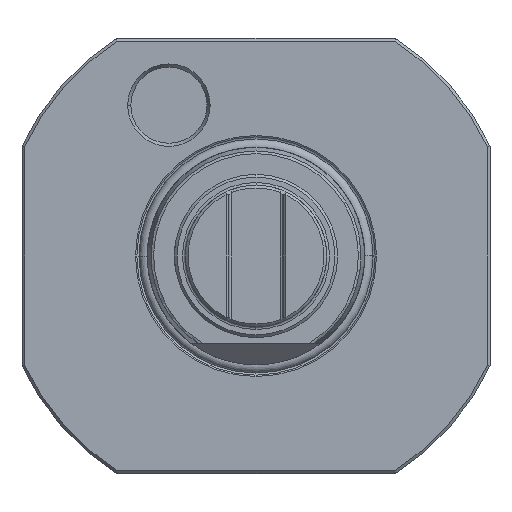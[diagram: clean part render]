
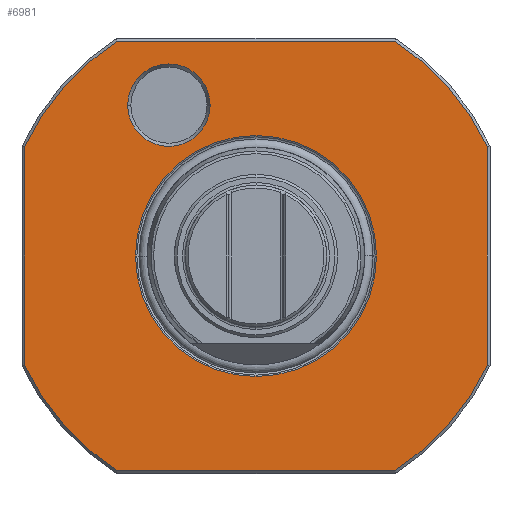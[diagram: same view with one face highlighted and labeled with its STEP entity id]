
A CAD part, left-side view. The second image highlights one B-rep face of the part: STEP entity #6981.
In plain terms, the highlighted planar face has unit normal (-1, 0, 0).
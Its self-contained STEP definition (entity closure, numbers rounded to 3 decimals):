
#235=CARTESIAN_POINT('',(-76.,0.,0.));
#236=DIRECTION('',(1.,0.,0.));
#237=DIRECTION('',(0.,-0.904,-0.427));
#238=AXIS2_PLACEMENT_3D('',#235,#236,#237);
#240=DIRECTION('',(0.,-1.,0.));
#241=VECTOR('',#240,50.942);
#242=CARTESIAN_POINT('',(-76.,25.471,-39.5));
#243=LINE('',#242,#241);
#244=CARTESIAN_POINT('',(-76.,0.,0.));
#245=DIRECTION('',(1.,0.,0.));
#246=DIRECTION('',(0.,0.542,-0.84));
#247=AXIS2_PLACEMENT_3D('',#244,#245,#246);
#249=DIRECTION('',(0.,0.,-1.));
#250=VECTOR('',#249,40.138);
#251=CARTESIAN_POINT('',(-76.,42.5,20.069));
#252=LINE('',#251,#250);
#253=CARTESIAN_POINT('',(-76.,0.,0.));
#254=DIRECTION('',(1.,0.,0.));
#255=DIRECTION('',(0.,0.904,0.427));
#256=AXIS2_PLACEMENT_3D('',#253,#254,#255);
#258=DIRECTION('',(0.,1.,0.));
#259=VECTOR('',#258,50.942);
#260=CARTESIAN_POINT('',(-76.,-25.471,39.5));
#261=LINE('',#260,#259);
#262=CARTESIAN_POINT('',(-76.,0.,0.));
#263=DIRECTION('',(1.,0.,0.));
#264=DIRECTION('',(0.,-0.542,0.84));
#265=AXIS2_PLACEMENT_3D('',#262,#263,#264);
#267=DIRECTION('',(0.,0.,1.));
#268=VECTOR('',#267,40.138);
#269=CARTESIAN_POINT('',(-76.,-42.5,
-20.069));
#270=LINE('',#269,#268);
#271=CARTESIAN_POINT('',(-76.,0.,0.));
#272=DIRECTION('',(1.,0.,0.));
#273=DIRECTION('',(0.,-1.,0.));
#274=AXIS2_PLACEMENT_3D('',#271,#272,#273);
#276=CARTESIAN_POINT('',(-76.,0.,0.));
#277=DIRECTION('',(1.,0.,0.));
#278=DIRECTION('',(0.,1.,0.));
#279=AXIS2_PLACEMENT_3D('',#276,#277,#278);
#281=CARTESIAN_POINT('',(-76.,16.,27.713));
#282=DIRECTION('',(1.,0.,0.));
#283=DIRECTION('',(0.,-1.,0.));
#284=AXIS2_PLACEMENT_3D('',#281,#282,#283);
#286=CARTESIAN_POINT('',(-76.,16.,27.713));
#287=DIRECTION('',(1.,0.,0.));
#288=DIRECTION('',(0.,1.,0.));
#289=AXIS2_PLACEMENT_3D('',#286,#287,#288);
#6153=CARTESIAN_POINT('',(-76.,-22.15,0.));
#6154=CARTESIAN_POINT('',(-76.,22.15,0.));
#6155=VERTEX_POINT('',#6153);
#6156=VERTEX_POINT('',#6154);
#6157=CARTESIAN_POINT('',(-76.,8.423,27.713));
#6158=CARTESIAN_POINT('',(-76.,23.577,27.713));
#6159=VERTEX_POINT('',#6157);
#6160=VERTEX_POINT('',#6158);
#6161=CARTESIAN_POINT('',(-76.,-42.5,-20.07));
#6162=CARTESIAN_POINT('',(-76.,-25.471,-39.5));
#6163=VERTEX_POINT('',#6161);
#6164=VERTEX_POINT('',#6162);
#6169=CARTESIAN_POINT('',(-76.,-25.471,39.5));
#6170=CARTESIAN_POINT('',(-76.,-42.5,20.07));
#6171=VERTEX_POINT('',#6169);
#6172=VERTEX_POINT('',#6170);
#6193=CARTESIAN_POINT('',(-76.,42.5,20.07));
#6194=CARTESIAN_POINT('',(-76.,25.471,39.5));
#6195=VERTEX_POINT('',#6193);
#6196=VERTEX_POINT('',#6194);
#6201=CARTESIAN_POINT('',(-76.,25.471,-39.5));
#6202=CARTESIAN_POINT('',(-76.,42.5,-20.07));
#6203=VERTEX_POINT('',#6201);
#6204=VERTEX_POINT('',#6202);
#6947=CARTESIAN_POINT('',(-76.,0.,0.));
#6948=DIRECTION('',(-1.,0.,0.));
#6949=DIRECTION('',(0.,1.,0.));
#6950=AXIS2_PLACEMENT_3D('',#6947,#6948,#6949);
#6951=PLANE('',#6950);
#6953=ORIENTED_EDGE('',*,*,#6952,.T.);
#6955=ORIENTED_EDGE('',*,*,#6954,.F.);
#6957=ORIENTED_EDGE('',*,*,#6956,.T.);
#6959=ORIENTED_EDGE('',*,*,#6958,.F.);
#6961=ORIENTED_EDGE('',*,*,#6960,.T.);
#6963=ORIENTED_EDGE('',*,*,#6962,.F.);
#6964=ORIENTED_EDGE('',*,*,#6937,.T.);
#6966=ORIENTED_EDGE('',*,*,#6965,.F.);
#6967=EDGE_LOOP('',(#6953,#6955,#6957,#6959,#6961,#6963,#6964,#6966));
#6968=FACE_OUTER_BOUND('',#6967,.F.);
#6970=ORIENTED_EDGE('',*,*,#6969,.F.);
#6972=ORIENTED_EDGE('',*,*,#6971,.F.);
#6973=EDGE_LOOP('',(#6970,#6972));
#6974=FACE_BOUND('',#6973,.F.);
#6976=ORIENTED_EDGE('',*,*,#6975,.F.);
#6978=ORIENTED_EDGE('',*,*,#6977,.F.);
#6979=EDGE_LOOP('',(#6976,#6978));
#6980=FACE_BOUND('',#6979,.F.);
#239=CIRCLE('',#238,47.001);
#248=CIRCLE('',#247,47.001);
#257=CIRCLE('',#256,47.001);
#266=CIRCLE('',#265,47.001);
#275=CIRCLE('',#274,22.15);
#280=CIRCLE('',#279,22.15);
#285=CIRCLE('',#284,7.577);
#290=CIRCLE('',#289,7.577);
#6937=EDGE_CURVE('',#6171,#6172,#266,.T.);
#6952=EDGE_CURVE('',#6163,#6164,#239,.T.);
#6954=EDGE_CURVE('',#6203,#6164,#243,.T.);
#6956=EDGE_CURVE('',#6203,#6204,#248,.T.);
#6958=EDGE_CURVE('',#6195,#6204,#252,.T.);
#6960=EDGE_CURVE('',#6195,#6196,#257,.T.);
#6962=EDGE_CURVE('',#6171,#6196,#261,.T.);
#6965=EDGE_CURVE('',#6163,#6172,#270,.T.);
#6969=EDGE_CURVE('',#6155,#6156,#275,.T.);
#6971=EDGE_CURVE('',#6156,#6155,#280,.T.);
#6975=EDGE_CURVE('',#6159,#6160,#285,.T.);
#6977=EDGE_CURVE('',#6160,#6159,#290,.T.);
#6981=ADVANCED_FACE('',(#6968,#6974,#6980),#6951,.T.);
